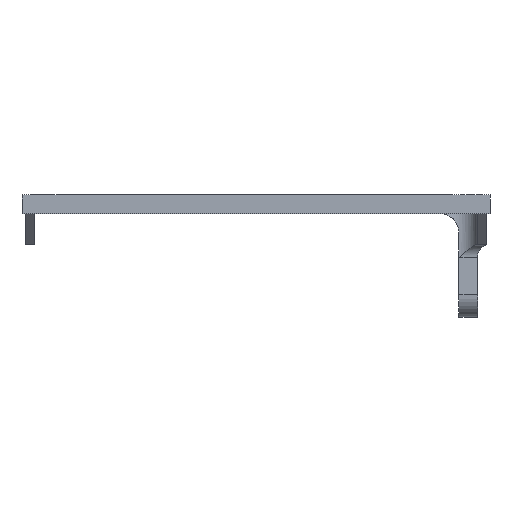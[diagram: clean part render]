
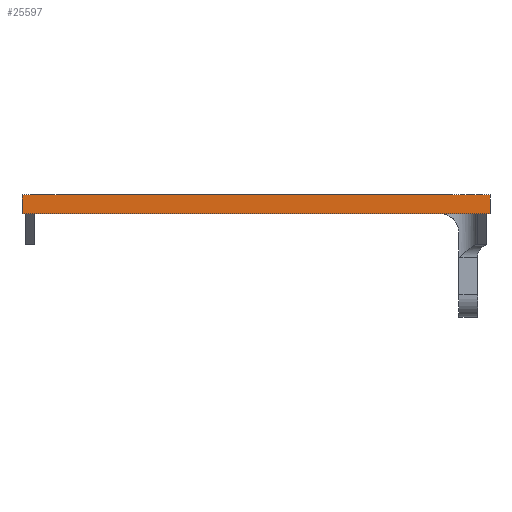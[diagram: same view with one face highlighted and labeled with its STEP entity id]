
A CAD part, front view. The second image highlights one B-rep face of the part: STEP entity #25597.
In plain terms, the highlighted planar face has unit normal (0, -1, 0).
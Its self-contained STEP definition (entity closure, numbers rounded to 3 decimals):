
#1276=PLANE('',#26758);
#2337=FACE_OUTER_BOUND('',#3774,.T.);
#3774=EDGE_LOOP('',(#20672,#20673,#20674,#20675));
#4557=LINE('',#31357,#6970);
#5801=LINE('',#41165,#8214);
#5802=LINE('',#41168,#8215);
#5803=LINE('',#41169,#8216);
#6970=VECTOR('',#27219,10.);
#8214=VECTOR('',#29271,10.);
#8215=VECTOR('',#29274,10.);
#8216=VECTOR('',#29275,10.);
#10776=VERTEX_POINT('',#31351);
#10778=VERTEX_POINT('',#31355);
#12078=VERTEX_POINT('',#41163);
#12079=VERTEX_POINT('',#41167);
#13363=EDGE_CURVE('',#10776,#10778,#4557,.T.);
#15326=EDGE_CURVE('',#10778,#12078,#5801,.T.);
#15327=EDGE_CURVE('',#12079,#12078,#5802,.T.);
#15328=EDGE_CURVE('',#10776,#12079,#5803,.T.);
#20672=ORIENTED_EDGE('',*,*,#13363,.T.);
#20673=ORIENTED_EDGE('',*,*,#15326,.T.);
#20674=ORIENTED_EDGE('',*,*,#15327,.F.);
#20675=ORIENTED_EDGE('',*,*,#15328,.F.);
#25597=ADVANCED_FACE('',(#2337),#1276,.T.);
#26758=AXIS2_PLACEMENT_3D('',#41166,#29272,#29273);
#27219=DIRECTION('',(1.,0.,0.));
#29271=DIRECTION('',(0.,0.,1.));
#29272=DIRECTION('center_axis',(0.,-1.,0.));
#29273=DIRECTION('ref_axis',(1.,0.,0.));
#29274=DIRECTION('',(1.,0.,0.));
#29275=DIRECTION('',(0.,0.,1.));
#31351=CARTESIAN_POINT('',(0.,0.,0.));
#31355=CARTESIAN_POINT('',(75.,0.,0.));
#31357=CARTESIAN_POINT('',(0.,0.,0.));
#41163=CARTESIAN_POINT('',(75.,0.,3.));
#41165=CARTESIAN_POINT('',(75.,0.,0.));
#41166=CARTESIAN_POINT('Origin',(0.,0.,0.));
#41167=CARTESIAN_POINT('',(0.,0.,3.));
#41168=CARTESIAN_POINT('',(0.,0.,3.));
#41169=CARTESIAN_POINT('',(0.,0.,0.));
